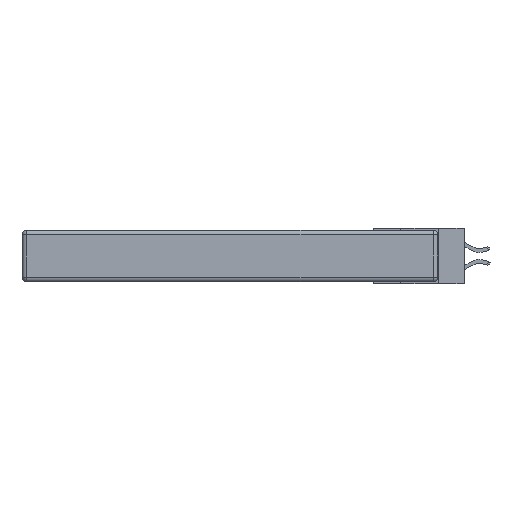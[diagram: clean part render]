
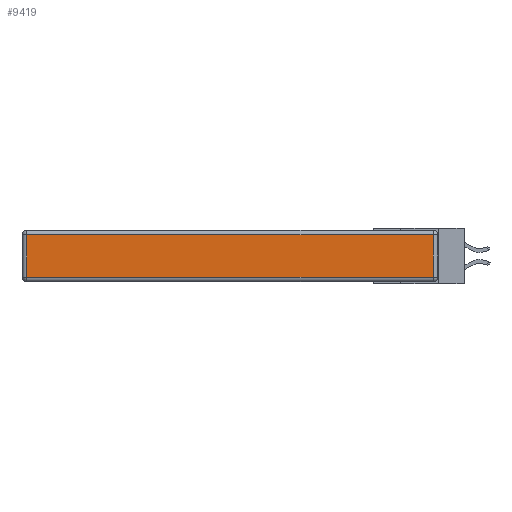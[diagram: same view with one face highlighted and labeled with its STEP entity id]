
A CAD part, left-side view. The second image highlights one B-rep face of the part: STEP entity #9419.
In plain terms, the highlighted planar face has unit normal (-1, 0, 0).
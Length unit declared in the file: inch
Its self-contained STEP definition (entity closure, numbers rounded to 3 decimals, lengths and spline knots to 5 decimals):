
#674 = CARTESIAN_POINT ( 'NONE',  ( 0., 0.03, -0.313 ) ) ;
#2951 = CARTESIAN_POINT ( 'NONE',  ( 0., 2.72, -0.343 ) ) ;
#5140 = CARTESIAN_POINT ( 'NONE',  ( 0., 2.72, -0.03 ) ) ;
#6053 = LINE ( 'NONE', #2951, #11579 ) ;
#7576 = FACE_OUTER_BOUND ( 'NONE', #27507, .T. ) ;
#7814 = CARTESIAN_POINT ( 'NONE',  ( 0., 0., -0.313 ) ) ;
#7911 = DIRECTION ( 'NONE',  ( 0., -1., 0. ) ) ;
#9266 = ORIENTED_EDGE ( 'NONE', *, *, #26146, .T. ) ;
#9419 = ADVANCED_FACE ( 'NONE', ( #7576 ), #22006, .T. ) ;
#10915 = VERTEX_POINT ( 'NONE', #674 ) ;
#11027 = ORIENTED_EDGE ( 'NONE', *, *, #22831, .T. ) ;
#11579 = VECTOR ( 'NONE', #18562, 39.37008 ) ;
#12074 = AXIS2_PLACEMENT_3D ( 'NONE', #19957, #13224, #24332 ) ;
#13224 = DIRECTION ( 'NONE',  ( -1., 0., 0. ) ) ;
#13862 = EDGE_CURVE ( 'NONE', #14931, #10915, #27467, .T. ) ;
#14666 = DIRECTION ( 'NONE',  ( 0., 0., 1. ) ) ;
#14931 = VERTEX_POINT ( 'NONE', #21161 ) ;
#16942 = VECTOR ( 'NONE', #14666, 39.37008 ) ;
#17079 = CARTESIAN_POINT ( 'NONE',  ( 0., 0.03, -0.03 ) ) ;
#17126 = ORIENTED_EDGE ( 'NONE', *, *, #13862, .T. ) ;
#18562 = DIRECTION ( 'NONE',  ( 0., 0., -1. ) ) ;
#18645 = LINE ( 'NONE', #27940, #16942 ) ;
#18913 = DIRECTION ( 'NONE',  ( 0., 1., 0. ) ) ;
#19459 = VECTOR ( 'NONE', #7911, 39.37008 ) ;
#19754 = ORIENTED_EDGE ( 'NONE', *, *, #22809, .T. ) ;
#19957 = CARTESIAN_POINT ( 'NONE',  ( 0., 0., -0.343 ) ) ;
#20943 = VERTEX_POINT ( 'NONE', #17079 ) ;
#21161 = CARTESIAN_POINT ( 'NONE',  ( 0., 2.72, -0.313 ) ) ;
#22006 = PLANE ( 'NONE',  #12074 ) ;
#22809 = EDGE_CURVE ( 'NONE', #20943, #23767, #24907, .T. ) ;
#22831 = EDGE_CURVE ( 'NONE', #10915, #20943, #18645, .T. ) ;
#23767 = VERTEX_POINT ( 'NONE', #5140 ) ;
#24332 = DIRECTION ( 'NONE',  ( 0., 0., 1. ) ) ;
#24907 = LINE ( 'NONE', #25416, #25596 ) ;
#25416 = CARTESIAN_POINT ( 'NONE',  ( 0., 2.75, -0.03 ) ) ;
#25596 = VECTOR ( 'NONE', #18913, 39.37008 ) ;
#26146 = EDGE_CURVE ( 'NONE', #23767, #14931, #6053, .T. ) ;
#27467 = LINE ( 'NONE', #7814, #19459 ) ;
#27507 = EDGE_LOOP ( 'NONE', ( #17126, #11027, #19754, #9266 ) ) ;
#27940 = CARTESIAN_POINT ( 'NONE',  ( 0., 0.03, -0.343 ) ) ;
